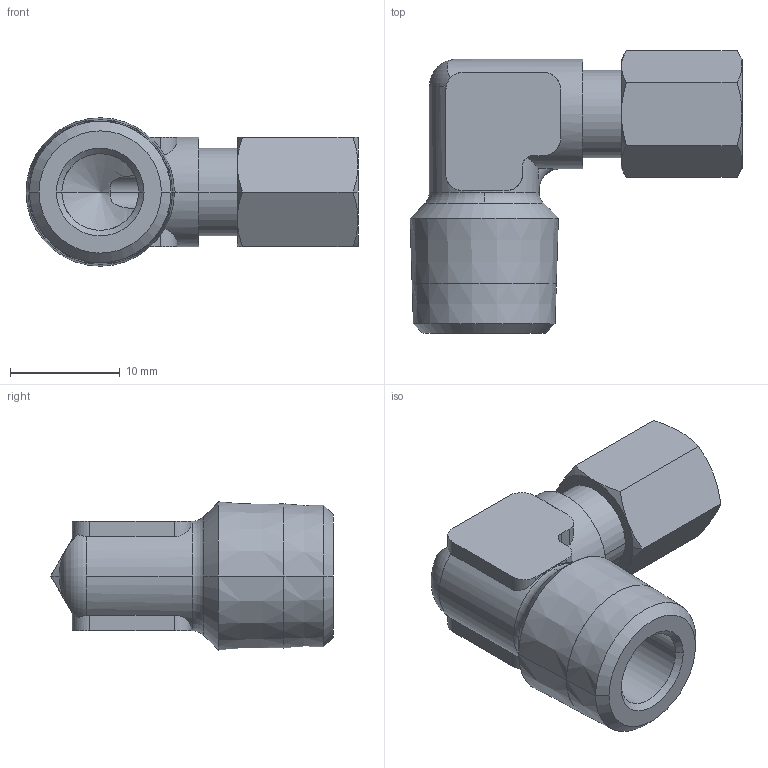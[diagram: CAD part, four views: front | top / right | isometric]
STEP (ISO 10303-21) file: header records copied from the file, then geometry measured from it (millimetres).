
FILE_DESCRIPTION(('STEP AP214'),'1');
FILE_NAME('0109_04_13.stp','2016-07-07T14:32:10',('TraceParts'),('TraceParts S.A.'),'Spatial InterOp 3D',' ',' ');
FILE_SCHEMA(('automotive_design'));
Length unit declared in the file: millimetre
Products named in the file (1): 1
Bounding box: 30.29 x 25.77 x 13.54 mm (x, y, z)
Volume: 3139.1 mm3; surface area: 2569.3 mm2
Topology: 1 solids, 1 shells, 97 faces, 244 edges, 152 vertices
Faces by surface type: plane 35, cone 30, cylinder 27, torus 5
Entity records: 3361 total; most frequent: CARTESIAN_POINT 1084, ORIENTED_EDGE 484, DIRECTION 476, EDGE_CURVE 242, AXIS2_PLACEMENT_3D 192, VERTEX_POINT 152, EDGE_LOOP 104, ADVANCED_FACE 97
